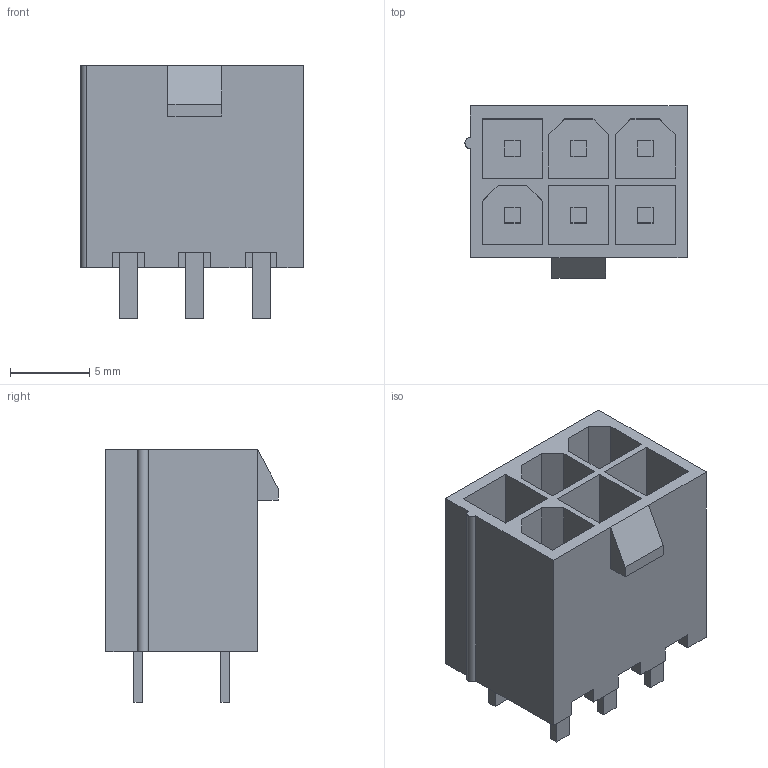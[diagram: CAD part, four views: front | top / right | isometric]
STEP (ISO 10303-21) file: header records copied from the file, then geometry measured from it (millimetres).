
FILE_DESCRIPTION(('FreeCAD Model'),'2;1');
FILE_NAME('C-4-1775099-1.step','2017-06-01T16:49:31' ,('kicad StepUp'),('ksu MCAD'),'Open CASCADE STEP processor 6.8', 'FreeCAD','Unknown');
FILE_SCHEMA(('AUTOMOTIVE_DESIGN_CC2 { 1 2 10303 214 -1 1 5 4 }'));
Length unit declared in the file: millimetre
Products named in the file (2): ASSEMBLY; C-4-1775099-1
Assembly tree (1 placements, depth 2):
  ASSEMBLY
    C-4-1775099-1
Bounding box: 14.05 x 10.9 x 16 mm (x, y, z)
Volume: 896.6 mm3; surface area: 1935.5 mm2
Topology: 1 solids, 1 shells, 141 faces, 361 edges, 240 vertices
Faces by surface type: plane 140, cylinder 1
Entity records: 4220 total; most frequent: CARTESIAN_POINT 744, ORIENTED_EDGE 722, DIRECTION 649, EDGE_CURVE 361, LINE 359, VECTOR 359, VERTEX_POINT 240, FACE_BOUND 159
